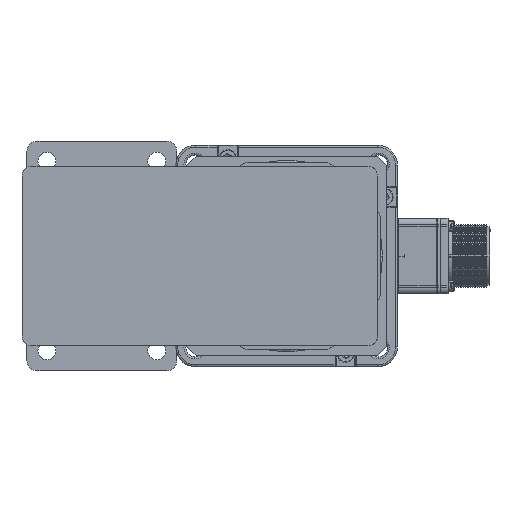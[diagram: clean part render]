
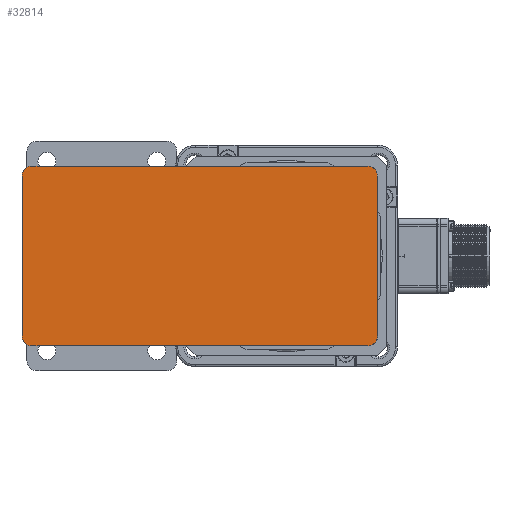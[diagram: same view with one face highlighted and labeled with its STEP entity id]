
A CAD part, front view. The second image highlights one B-rep face of the part: STEP entity #32814.
In plain terms, the highlighted planar face has unit normal (0, -1, 0).
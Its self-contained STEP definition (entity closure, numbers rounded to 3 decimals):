
#1933 = VERTEX_POINT ( 'NONE', #52814 ) ;
#2961 = CARTESIAN_POINT ( 'NONE',  ( 40., -100., 133. ) ) ;
#3589 = EDGE_CURVE ( 'NONE', #81484, #1933, #80971, .T. ) ;
#6785 = EDGE_CURVE ( 'NONE', #101051, #65347, #42487, .T. ) ;
#6898 = DIRECTION ( 'NONE',  ( 0., -1., 0. ) ) ;
#7473 = ORIENTED_EDGE ( 'NONE', *, *, #85915, .T. ) ;
#7805 = ORIENTED_EDGE ( 'NONE', *, *, #6785, .T. ) ;
#9121 = EDGE_CURVE ( 'NONE', #16870, #70794, #20886, .T. ) ;
#10227 = LINE ( 'NONE', #77003, #112182 ) ;
#10353 = VERTEX_POINT ( 'NONE', #48044 ) ;
#10628 = DIRECTION ( 'NONE',  ( 0., 0., -1. ) ) ;
#12907 = CARTESIAN_POINT ( 'NONE',  ( -40., -100., -40.003 ) ) ;
#13359 = DIRECTION ( 'NONE',  ( 0., -1., 0. ) ) ;
#13539 = ORIENTED_EDGE ( 'NONE', *, *, #3589, .T. ) ;
#15729 = VECTOR ( 'NONE', #65074, 1000. ) ;
#16192 = AXIS2_PLACEMENT_3D ( 'NONE', #48829, #86402, #28709 ) ;
#16870 = VERTEX_POINT ( 'NONE', #57812 ) ;
#17912 = CIRCLE ( 'NONE', #82146, 5.003 ) ;
#20237 = AXIS2_PLACEMENT_3D ( 'NONE', #2961, #13359, #61962 ) ;
#20886 = LINE ( 'NONE', #92769, #88035 ) ;
#21746 = DIRECTION ( 'NONE',  ( 0., 0., -1. ) ) ;
#23260 = DIRECTION ( 'NONE',  ( 1., 0., 0. ) ) ;
#26271 = ORIENTED_EDGE ( 'NONE', *, *, #81984, .T. ) ;
#27188 = VECTOR ( 'NONE', #23260, 1000. ) ;
#28709 = DIRECTION ( 'NONE',  ( 0., 0., -1. ) ) ;
#31508 = DIRECTION ( 'NONE',  ( 0., -1., 0. ) ) ;
#32814 = ADVANCED_FACE ( 'NONE', ( #117493 ), #65660, .T. ) ;
#33235 = CARTESIAN_POINT ( 'NONE',  ( -40., -100., -40.003 ) ) ;
#42487 = LINE ( 'NONE', #69094, #15729 ) ;
#44824 = EDGE_CURVE ( 'NONE', #107781, #10353, #10227, .T. ) ;
#48044 = CARTESIAN_POINT ( 'NONE',  ( -45.003, -100., -35. ) ) ;
#48829 = CARTESIAN_POINT ( 'NONE',  ( 40., -100., -35. ) ) ;
#49789 = DIRECTION ( 'NONE',  ( 0., 0., -1. ) ) ;
#51348 = CIRCLE ( 'NONE', #20237, 5.003 ) ;
#52108 = CARTESIAN_POINT ( 'NONE',  ( -40., -100., 138.003 ) ) ;
#52814 = CARTESIAN_POINT ( 'NONE',  ( 40., -100., -40.003 ) ) ;
#57812 = CARTESIAN_POINT ( 'NONE',  ( 40., -100., 138.003 ) ) ;
#60431 = DIRECTION ( 'NONE',  ( -1., 0., 0. ) ) ;
#61962 = DIRECTION ( 'NONE',  ( 0., 0., -1. ) ) ;
#63706 = CIRCLE ( 'NONE', #100970, 5.003 ) ;
#64214 = EDGE_LOOP ( 'NONE', ( #7473, #7805, #122279, #125805, #70156, #88233, #26271, #13539 ) ) ;
#65074 = DIRECTION ( 'NONE',  ( 0., 0., 1. ) ) ;
#65347 = VERTEX_POINT ( 'NONE', #98151 ) ;
#65660 = PLANE ( 'NONE',  #16192 ) ;
#69094 = CARTESIAN_POINT ( 'NONE',  ( 45.003, -100., -35. ) ) ;
#70156 = ORIENTED_EDGE ( 'NONE', *, *, #98228, .T. ) ;
#70794 = VERTEX_POINT ( 'NONE', #52108 ) ;
#71420 = CIRCLE ( 'NONE', #98329, 5.003 ) ;
#77003 = CARTESIAN_POINT ( 'NONE',  ( -45.003, -100., 133. ) ) ;
#77514 = CARTESIAN_POINT ( 'NONE',  ( -40., -100., 133. ) ) ;
#80971 = LINE ( 'NONE', #12907, #27188 ) ;
#81484 = VERTEX_POINT ( 'NONE', #33235 ) ;
#81984 = EDGE_CURVE ( 'NONE', #10353, #81484, #17912, .T. ) ;
#82146 = AXIS2_PLACEMENT_3D ( 'NONE', #120288, #31508, #21746 ) ;
#85915 = EDGE_CURVE ( 'NONE', #1933, #101051, #71420, .T. ) ;
#86402 = DIRECTION ( 'NONE',  ( 0., -1., 0. ) ) ;
#87793 = DIRECTION ( 'NONE',  ( 0., -1., 0. ) ) ;
#88035 = VECTOR ( 'NONE', #60431, 1000. ) ;
#88233 = ORIENTED_EDGE ( 'NONE', *, *, #44824, .T. ) ;
#89630 = EDGE_CURVE ( 'NONE', #65347, #16870, #51348, .T. ) ;
#92769 = CARTESIAN_POINT ( 'NONE',  ( 40., -100., 138.003 ) ) ;
#96040 = CARTESIAN_POINT ( 'NONE',  ( 45.003, -100., -35. ) ) ;
#98151 = CARTESIAN_POINT ( 'NONE',  ( 45.003, -100., 133. ) ) ;
#98228 = EDGE_CURVE ( 'NONE', #70794, #107781, #63706, .T. ) ;
#98329 = AXIS2_PLACEMENT_3D ( 'NONE', #100675, #87793, #10628 ) ;
#100675 = CARTESIAN_POINT ( 'NONE',  ( 40., -100., -35. ) ) ;
#100970 = AXIS2_PLACEMENT_3D ( 'NONE', #77514, #6898, #115737 ) ;
#101051 = VERTEX_POINT ( 'NONE', #96040 ) ;
#107781 = VERTEX_POINT ( 'NONE', #111922 ) ;
#111922 = CARTESIAN_POINT ( 'NONE',  ( -45.003, -100., 133. ) ) ;
#112182 = VECTOR ( 'NONE', #49789, 1000. ) ;
#115737 = DIRECTION ( 'NONE',  ( 0., 0., -1. ) ) ;
#117493 = FACE_OUTER_BOUND ( 'NONE', #64214, .T. ) ;
#120288 = CARTESIAN_POINT ( 'NONE',  ( -40., -100., -35. ) ) ;
#122279 = ORIENTED_EDGE ( 'NONE', *, *, #89630, .T. ) ;
#125805 = ORIENTED_EDGE ( 'NONE', *, *, #9121, .T. ) ;
